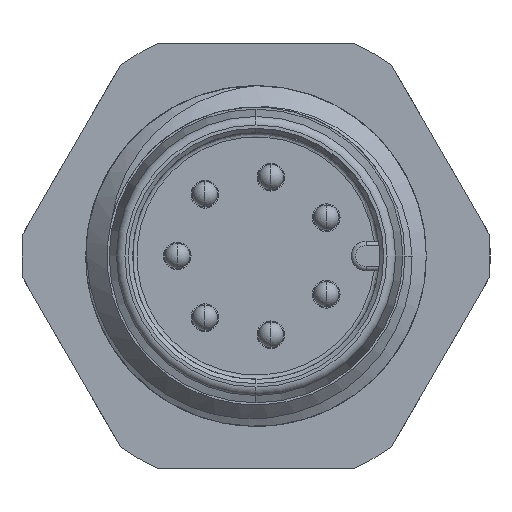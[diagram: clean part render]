
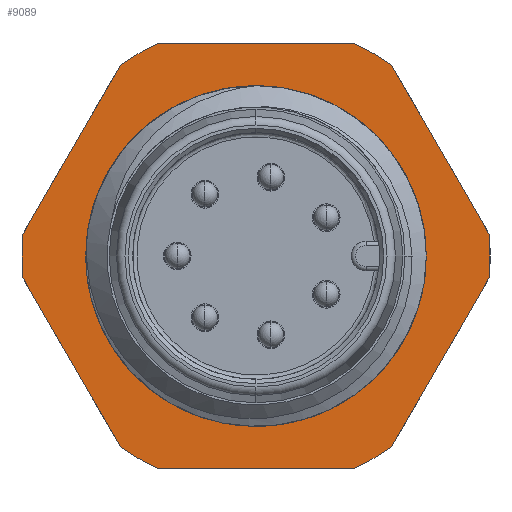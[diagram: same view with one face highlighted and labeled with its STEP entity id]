
A CAD part, left-side view. The second image highlights one B-rep face of the part: STEP entity #9089.
In plain terms, the highlighted planar face has unit normal (-1, 0, 0).
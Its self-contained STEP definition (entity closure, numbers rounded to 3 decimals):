
#4050=CARTESIAN_POINT('',(6.5,0.,0.));
#4051=DIRECTION('',(1.,0.,0.));
#4052=DIRECTION('',(0.,0.,1.));
#4053=AXIS2_PLACEMENT_3D('',#4050,#4051,#4052);
#4395=CARTESIAN_POINT('',(6.5,0.,0.));
#4396=DIRECTION('',(1.,0.,0.));
#4397=DIRECTION('',(0.,-1.,0.));
#4398=AXIS2_PLACEMENT_3D('',#4395,#4396,#4397);
#4493=CARTESIAN_POINT('',(6.5,0.,0.));
#4494=DIRECTION('',(1.,0.,0.));
#4495=DIRECTION('',(0.,-0.996,0.094));
#4496=AXIS2_PLACEMENT_3D('',#4493,#4494,#4495);
#4498=DIRECTION('',(0.,0.5,-0.866));
#4499=VECTOR('',#4498,4.583);
#4500=CARTESIAN_POINT('',(6.5,-5.476,-0.516));
#4501=LINE('',#4500,#4499);
#4502=CARTESIAN_POINT('',(6.5,0.,0.));
#4503=DIRECTION('',(1.,0.,0.));
#4504=DIRECTION('',(0.,-0.579,-0.815));
#4505=AXIS2_PLACEMENT_3D('',#4502,#4503,#4504);
#4507=DIRECTION('',(0.,1.,0.));
#4508=VECTOR('',#4507,4.583);
#4509=CARTESIAN_POINT('',(6.5,-2.291,-5.));
#4510=LINE('',#4509,#4508);
#4511=CARTESIAN_POINT('',(6.5,0.,0.));
#4512=DIRECTION('',(1.,0.,0.));
#4513=DIRECTION('',(0.,0.417,-0.909));
#4514=AXIS2_PLACEMENT_3D('',#4511,#4512,#4513);
#4516=DIRECTION('',(0.,0.5,0.866));
#4517=VECTOR('',#4516,4.583);
#4518=CARTESIAN_POINT('',(6.5,3.184,-4.484));
#4519=LINE('',#4518,#4517);
#4520=CARTESIAN_POINT('',(6.5,0.,0.));
#4521=DIRECTION('',(1.,0.,0.));
#4522=DIRECTION('',(0.,0.996,-0.094));
#4523=AXIS2_PLACEMENT_3D('',#4520,#4521,#4522);
#4525=DIRECTION('',(0.,-0.5,0.866));
#4526=VECTOR('',#4525,4.583);
#4527=CARTESIAN_POINT('',(6.5,5.476,0.516));
#4528=LINE('',#4527,#4526);
#4529=CARTESIAN_POINT('',(6.5,0.,0.));
#4530=DIRECTION('',(1.,0.,0.));
#4531=DIRECTION('',(0.,0.579,0.815));
#4532=AXIS2_PLACEMENT_3D('',#4529,#4530,#4531);
#4534=DIRECTION('',(0.,-1.,0.));
#4535=VECTOR('',#4534,4.583);
#4536=CARTESIAN_POINT('',(6.5,2.291,5.));
#4537=LINE('',#4536,#4535);
#4538=CARTESIAN_POINT('',(6.5,0.,0.));
#4539=DIRECTION('',(1.,0.,0.));
#4540=DIRECTION('',(0.,-0.417,0.909));
#4541=AXIS2_PLACEMENT_3D('',#4538,#4539,#4540);
#4543=DIRECTION('',(0.,-0.5,-0.866));
#4544=VECTOR('',#4543,4.583);
#4545=CARTESIAN_POINT('',(6.5,-3.184,4.484));
#4546=LINE('',#4545,#4544);
#8038=CARTESIAN_POINT('',(6.5,-5.476,0.516));
#8039=CARTESIAN_POINT('',(6.5,-5.476,-0.516));
#8040=VERTEX_POINT('',#8038);
#8041=VERTEX_POINT('',#8039);
#8042=CARTESIAN_POINT('',(6.5,-3.184,-4.484));
#8043=VERTEX_POINT('',#8042);
#8044=CARTESIAN_POINT('',(6.5,-2.291,-5.));
#8045=VERTEX_POINT('',#8044);
#8046=CARTESIAN_POINT('',(6.5,2.291,-5.));
#8047=VERTEX_POINT('',#8046);
#8048=CARTESIAN_POINT('',(6.5,3.184,-4.484));
#8049=VERTEX_POINT('',#8048);
#8050=CARTESIAN_POINT('',(6.5,5.476,-0.516));
#8051=VERTEX_POINT('',#8050);
#8052=CARTESIAN_POINT('',(6.5,5.476,0.516));
#8053=VERTEX_POINT('',#8052);
#8054=CARTESIAN_POINT('',(6.5,3.184,4.484));
#8055=VERTEX_POINT('',#8054);
#8056=CARTESIAN_POINT('',(6.5,2.291,5.));
#8057=VERTEX_POINT('',#8056);
#8058=CARTESIAN_POINT('',(6.5,-2.291,5.));
#8059=VERTEX_POINT('',#8058);
#8060=CARTESIAN_POINT('',(6.5,-3.184,4.484));
#8061=VERTEX_POINT('',#8060);
#8067=CARTESIAN_POINT('',(6.5,0.,4.));
#8069=VERTEX_POINT('',#8067);
#8084=CARTESIAN_POINT('',(6.5,-4.,0.));
#8085=VERTEX_POINT('',#8084);
#9054=CARTESIAN_POINT('',(6.5,0.,0.));
#9055=DIRECTION('',(1.,0.,0.));
#9056=DIRECTION('',(0.,0.,1.));
#9057=AXIS2_PLACEMENT_3D('',#9054,#9055,#9056);
#9058=PLANE('',#9057);
#9060=ORIENTED_EDGE('',*,*,#9059,.T.);
#9062=ORIENTED_EDGE('',*,*,#9061,.T.);
#9064=ORIENTED_EDGE('',*,*,#9063,.T.);
#9066=ORIENTED_EDGE('',*,*,#9065,.T.);
#9068=ORIENTED_EDGE('',*,*,#9067,.T.);
#9070=ORIENTED_EDGE('',*,*,#9069,.T.);
#9072=ORIENTED_EDGE('',*,*,#9071,.T.);
#9074=ORIENTED_EDGE('',*,*,#9073,.T.);
#9076=ORIENTED_EDGE('',*,*,#9075,.T.);
#9078=ORIENTED_EDGE('',*,*,#9077,.T.);
#9080=ORIENTED_EDGE('',*,*,#9079,.T.);
#9082=ORIENTED_EDGE('',*,*,#9081,.T.);
#9083=EDGE_LOOP('',(#9060,#9062,#9064,#9066,#9068,#9070,#9072,#9074,#9076,#9078,
#9080,#9082));
#9084=FACE_OUTER_BOUND('',#9083,.F.);
#9085=ORIENTED_EDGE('',*,*,#9035,.F.);
#9086=ORIENTED_EDGE('',*,*,#8656,.F.);
#9087=EDGE_LOOP('',(#9085,#9086));
#9088=FACE_BOUND('',#9087,.F.);
#4054=CIRCLE('',#4053,4.);
#4399=CIRCLE('',#4398,4.);
#4497=CIRCLE('',#4496,5.5);
#4506=CIRCLE('',#4505,5.5);
#4515=CIRCLE('',#4514,5.5);
#4524=CIRCLE('',#4523,5.5);
#4533=CIRCLE('',#4532,5.5);
#4542=CIRCLE('',#4541,5.5);
#8656=EDGE_CURVE('',#8069,#8085,#4054,.T.);
#9035=EDGE_CURVE('',#8085,#8069,#4399,.T.);
#9059=EDGE_CURVE('',#8040,#8041,#4497,.T.);
#9061=EDGE_CURVE('',#8041,#8043,#4501,.T.);
#9063=EDGE_CURVE('',#8043,#8045,#4506,.T.);
#9065=EDGE_CURVE('',#8045,#8047,#4510,.T.);
#9067=EDGE_CURVE('',#8047,#8049,#4515,.T.);
#9069=EDGE_CURVE('',#8049,#8051,#4519,.T.);
#9071=EDGE_CURVE('',#8051,#8053,#4524,.T.);
#9073=EDGE_CURVE('',#8053,#8055,#4528,.T.);
#9075=EDGE_CURVE('',#8055,#8057,#4533,.T.);
#9077=EDGE_CURVE('',#8057,#8059,#4537,.T.);
#9079=EDGE_CURVE('',#8059,#8061,#4542,.T.);
#9081=EDGE_CURVE('',#8061,#8040,#4546,.T.);
#9089=ADVANCED_FACE('',(#9084,#9088),#9058,.F.);
